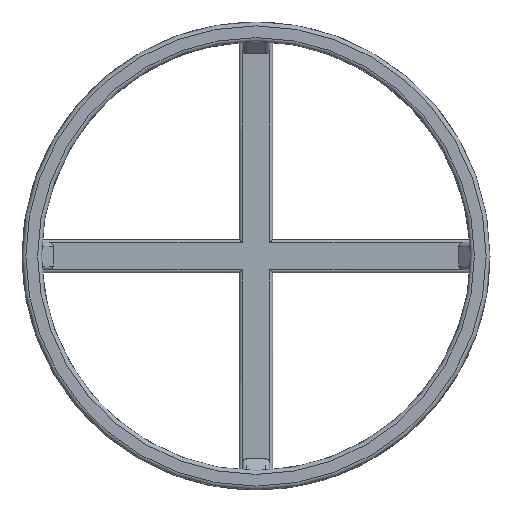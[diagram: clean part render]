
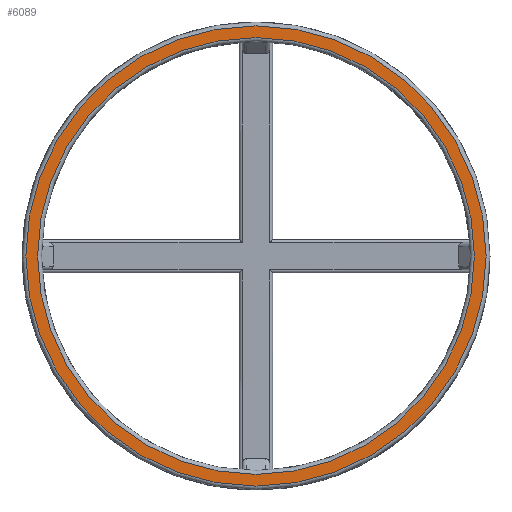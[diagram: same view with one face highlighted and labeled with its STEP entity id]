
A CAD part, top view. The second image highlights one B-rep face of the part: STEP entity #6089.
In plain terms, the highlighted planar face has unit normal (0, 0, 1).
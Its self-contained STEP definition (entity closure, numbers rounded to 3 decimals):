
#361 = TOROIDAL_SURFACE('',#362,56.,1.);
#362 = AXIS2_PLACEMENT_3D('',#363,#364,#365);
#363 = CARTESIAN_POINT('',(0.,0.,21.));
#364 = DIRECTION('',(0.,0.,1.));
#365 = DIRECTION('',(1.,0.,-0.));
#4643 = VERTEX_POINT('',#4644);
#4644 = CARTESIAN_POINT('',(56.,0.,22.));
#4664 = EDGE_CURVE('',#4643,#4643,#4665,.T.);
#4665 = SURFACE_CURVE('',#4666,(#4671,#4678),.PCURVE_S1.);
#4666 = CIRCLE('',#4667,56.);
#4667 = AXIS2_PLACEMENT_3D('',#4668,#4669,#4670);
#4668 = CARTESIAN_POINT('',(0.,0.,22.)
  );
#4669 = DIRECTION('',(0.,0.,1.));
#4670 = DIRECTION('',(1.,0.,-0.));
#4671 = PCURVE('',#361,#4672);
#4672 = DEFINITIONAL_REPRESENTATION('',(#4673),#4677);
#4673 = LINE('',#4674,#4675);
#4674 = CARTESIAN_POINT('',(0.,1.571));
#4675 = VECTOR('',#4676,1.);
#4676 = DIRECTION('',(1.,0.));
#4677 = ( GEOMETRIC_REPRESENTATION_CONTEXT(2) 
PARAMETRIC_REPRESENTATION_CONTEXT() REPRESENTATION_CONTEXT('2D SPACE',''
  ) );
#4678 = PCURVE('',#4679,#4684);
#4679 = PLANE('',#4680);
#4680 = AXIS2_PLACEMENT_3D('',#4681,#4682,#4683);
#4681 = CARTESIAN_POINT('',(0.,0.,22.)
  );
#4682 = DIRECTION('',(0.,0.,1.));
#4683 = DIRECTION('',(1.,0.,-0.));
#4684 = DEFINITIONAL_REPRESENTATION('',(#4685),#4689);
#4685 = CIRCLE('',#4686,56.);
#4686 = AXIS2_PLACEMENT_2D('',#4687,#4688);
#4687 = CARTESIAN_POINT('',(0.,0.));
#4688 = DIRECTION('',(1.,0.));
#4689 = ( GEOMETRIC_REPRESENTATION_CONTEXT(2) 
PARAMETRIC_REPRESENTATION_CONTEXT() REPRESENTATION_CONTEXT('2D SPACE',''
  ) );
#6089 = ADVANCED_FACE('',(#6090,#6121),#4679,.T.);
#6090 = FACE_BOUND('',#6091,.T.);
#6091 = EDGE_LOOP('',(#6092));
#6092 = ORIENTED_EDGE('',*,*,#6093,.T.);
#6093 = EDGE_CURVE('',#6094,#6094,#6096,.T.);
#6094 = VERTEX_POINT('',#6095);
#6095 = CARTESIAN_POINT('',(59.,0.,22.));
#6096 = SURFACE_CURVE('',#6097,(#6102,#6109),.PCURVE_S1.);
#6097 = CIRCLE('',#6098,59.);
#6098 = AXIS2_PLACEMENT_3D('',#6099,#6100,#6101);
#6099 = CARTESIAN_POINT('',(0.,0.,22.));
#6100 = DIRECTION('',(0.,0.,1.));
#6101 = DIRECTION('',(1.,0.,-0.));
#6102 = PCURVE('',#4679,#6103);
#6103 = DEFINITIONAL_REPRESENTATION('',(#6104),#6108);
#6104 = CIRCLE('',#6105,59.);
#6105 = AXIS2_PLACEMENT_2D('',#6106,#6107);
#6106 = CARTESIAN_POINT('',(0.,0.));
#6107 = DIRECTION('',(1.,0.));
#6108 = ( GEOMETRIC_REPRESENTATION_CONTEXT(2) 
PARAMETRIC_REPRESENTATION_CONTEXT() REPRESENTATION_CONTEXT('2D SPACE',''
  ) );
#6109 = PCURVE('',#6110,#6115);
#6110 = TOROIDAL_SURFACE('',#6111,59.,1.);
#6111 = AXIS2_PLACEMENT_3D('',#6112,#6113,#6114);
#6112 = CARTESIAN_POINT('',(0.,0.,21.));
#6113 = DIRECTION('',(0.,0.,1.));
#6114 = DIRECTION('',(1.,0.,-0.));
#6115 = DEFINITIONAL_REPRESENTATION('',(#6116),#6120);
#6116 = LINE('',#6117,#6118);
#6117 = CARTESIAN_POINT('',(0.,1.571));
#6118 = VECTOR('',#6119,1.);
#6119 = DIRECTION('',(1.,0.));
#6120 = ( GEOMETRIC_REPRESENTATION_CONTEXT(2) 
PARAMETRIC_REPRESENTATION_CONTEXT() REPRESENTATION_CONTEXT('2D SPACE',''
  ) );
#6121 = FACE_BOUND('',#6122,.T.);
#6122 = EDGE_LOOP('',(#6123));
#6123 = ORIENTED_EDGE('',*,*,#4664,.F.);
